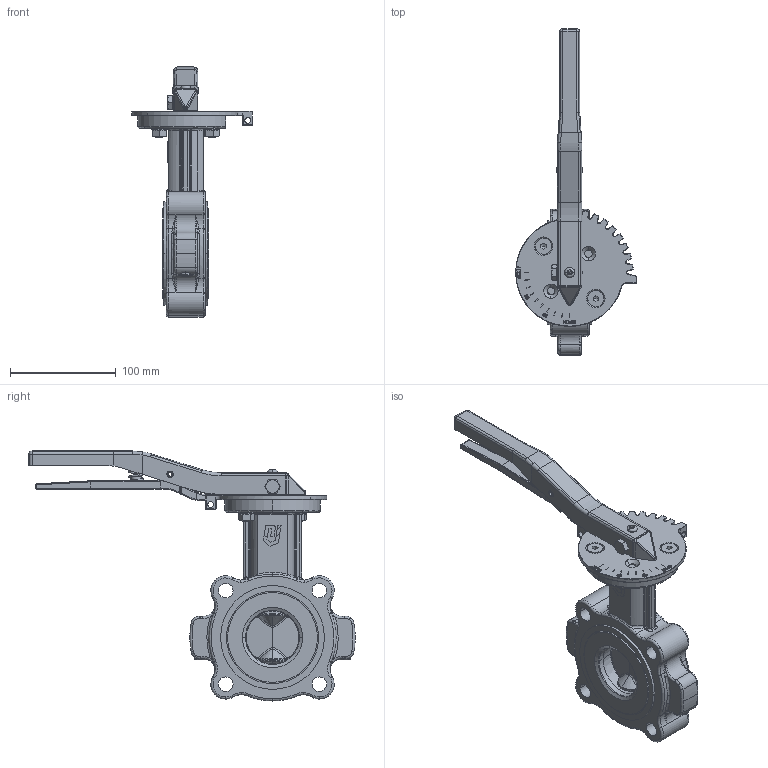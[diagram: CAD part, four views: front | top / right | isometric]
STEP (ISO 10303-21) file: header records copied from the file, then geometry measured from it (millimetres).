
FILE_DESCRIPTION(('HOOPS Exchange Step'),'2;1');
FILE_NAME('AK10_DN50_PN10-16_Handhebel.stp','2025-10-06T10:02:49+02:00',('nieru'),('Unknown organisation'),'HOOPS Exchange 2024.2','HOOPS Exchange','Unknown authorisation');
FILE_SCHEMA( ('AP203_CONFIGURATION_CONTROLLED_3D_DESIGN_OF_MECHANICAL_PARTS_AND_ASSEMBLIES_MIM_LF') );
Length unit declared in the file: millimetre
Products named in the file (3): 0; root
Assembly tree (2 placements, depth 3):
  root
    0
      0
Bounding box: 114 x 308 x 236 mm (x, y, z)
Volume: 717095.2 mm3; surface area: 148006 mm2
Topology: 2 solids, 2 shells, 1465 faces, 3768 edges, 2323 vertices
Faces by surface type: cylinder 518, plane 379, bspline 222, torus 222, cone 91, sphere 33
Entity records: 96471 total; most frequent: CARTESIAN_POINT 64891, ORIENTED_EDGE 7434, DIRECTION 5181, EDGE_CURVE 3717, VERTEX_POINT 2323, AXIS2_PLACEMENT_3D 1934, EDGE_LOOP 1570, FACE_BOUND 1570
